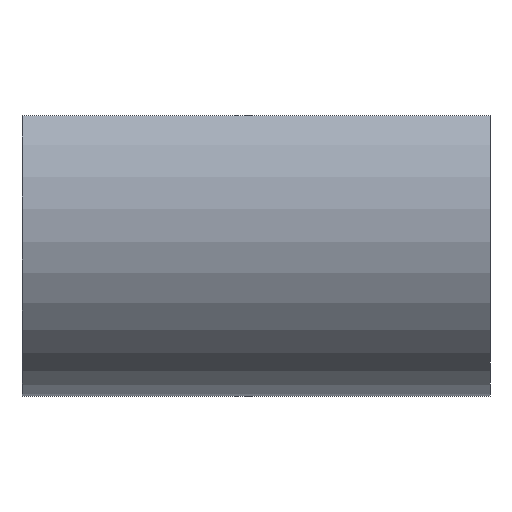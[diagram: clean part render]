
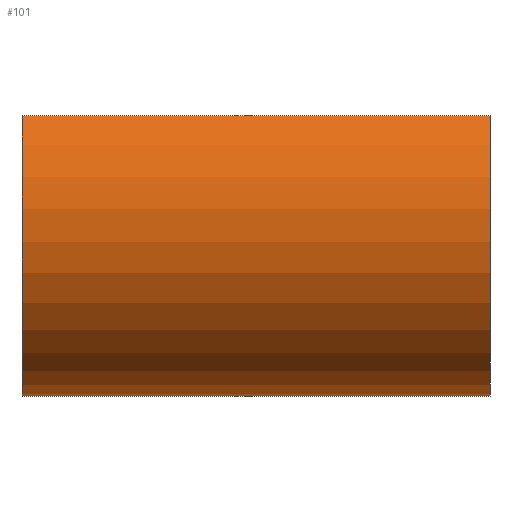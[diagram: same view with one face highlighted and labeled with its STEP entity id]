
A CAD part, front view. The second image highlights one B-rep face of the part: STEP entity #101.
In plain terms, the highlighted cylindrical face has radius 2 mm (diameter 4 mm), a partial arc.
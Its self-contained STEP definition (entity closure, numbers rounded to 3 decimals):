
#16=CYLINDRICAL_SURFACE('',#124,2.);
#17=CIRCLE('',#120,2.);
#20=CIRCLE('',#125,2.);
#25=FACE_OUTER_BOUND('',#31,.T.);
#31=EDGE_LOOP('',(#85,#86,#87,#88));
#35=LINE('',#165,#43);
#39=LINE('',#174,#47);
#43=VECTOR('',#133,10.);
#47=VECTOR('',#139,10.);
#51=VERTEX_POINT('',#162);
#52=VERTEX_POINT('',#164);
#55=VERTEX_POINT('',#171);
#56=VERTEX_POINT('',#173);
#59=EDGE_CURVE('',#52,#51,#35,.T.);
#63=EDGE_CURVE('',#56,#55,#39,.T.);
#65=EDGE_CURVE('',#56,#51,#17,.T.);
#68=EDGE_CURVE('',#55,#52,#20,.T.);
#85=ORIENTED_EDGE('',*,*,#63,.T.);
#86=ORIENTED_EDGE('',*,*,#68,.T.);
#87=ORIENTED_EDGE('',*,*,#59,.T.);
#88=ORIENTED_EDGE('',*,*,#65,.F.);
#101=ADVANCED_FACE('',(#25),#16,.T.);
#120=AXIS2_PLACEMENT_3D('',#177,#143,#144);
#124=AXIS2_PLACEMENT_3D('',#181,#151,#152);
#125=AXIS2_PLACEMENT_3D('',#182,#153,#154);
#133=DIRECTION('',(1.,0.,0.));
#139=DIRECTION('',(-1.,0.,0.));
#143=DIRECTION('center_axis',(1.,0.,0.));
#144=DIRECTION('ref_axis',(0.,1.,0.));
#151=DIRECTION('center_axis',(1.,0.,0.));
#152=DIRECTION('ref_axis',(0.,0.,-1.));
#153=DIRECTION('center_axis',(1.,0.,0.));
#154=DIRECTION('ref_axis',(0.,1.,0.));
#162=CARTESIAN_POINT('',(5.,1.732,1.));
#164=CARTESIAN_POINT('',(0.,1.732,1.));
#165=CARTESIAN_POINT('',(0.,1.732,1.));
#171=CARTESIAN_POINT('',(0.,-1.732,1.));
#173=CARTESIAN_POINT('',(5.,-1.732,1.));
#174=CARTESIAN_POINT('',(0.,-1.732,1.));
#177=CARTESIAN_POINT('Origin',(5.,0.,0.));
#181=CARTESIAN_POINT('Origin',(0.,0.,0.));
#182=CARTESIAN_POINT('Origin',(0.,0.,0.));
